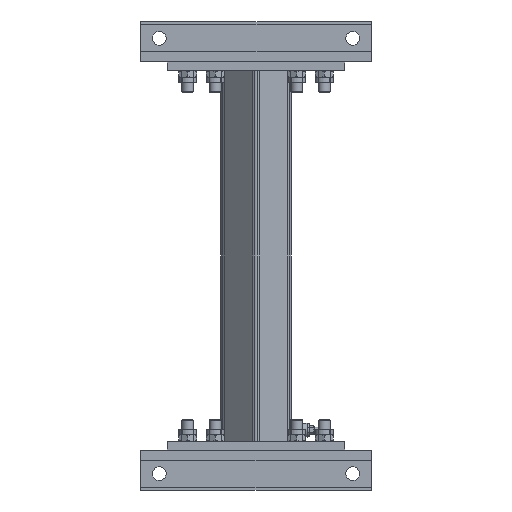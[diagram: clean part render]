
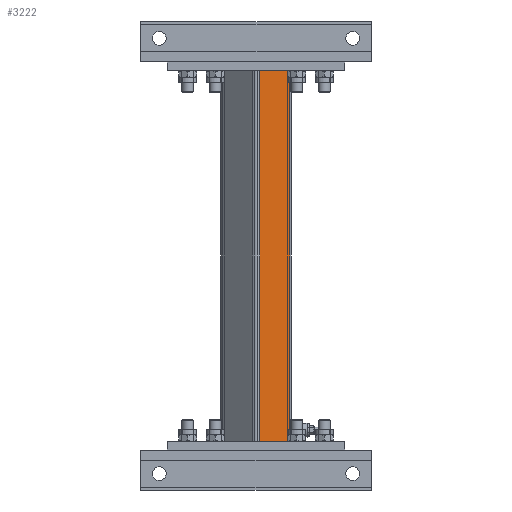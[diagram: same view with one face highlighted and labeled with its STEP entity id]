
A CAD part, left-side view. The second image highlights one B-rep face of the part: STEP entity #3222.
In plain terms, the highlighted face is planar.
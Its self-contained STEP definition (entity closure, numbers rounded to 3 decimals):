
#3222=ADVANCED_FACE('',(#5818),#5819,.T.);
#5818=FACE_OUTER_BOUND('',#8206,.T.);
#5819=PLANE('',#8207);
#8206=EDGE_LOOP('',(#12831,#12832,#12833,#12834));
#8207=AXIS2_PLACEMENT_3D('',#12835,#12836,#12837);
#12831=ORIENTED_EDGE('',*,*,#15533,.T.);
#12832=ORIENTED_EDGE('',*,*,#14795,.F.);
#12833=ORIENTED_EDGE('',*,*,#15467,.T.);
#12834=ORIENTED_EDGE('',*,*,#14684,.T.);
#12835=CARTESIAN_POINT('',(0.,60.,0.));
#12836=DIRECTION('',(0.,1.,0.));
#12837=DIRECTION('',(-1.,0.,0.));
#14684=EDGE_CURVE('',#17208,#17206,#17209,.T.);
#14795=EDGE_CURVE('',#17373,#17371,#17375,.T.);
#15467=EDGE_CURVE('',#17373,#17208,#18238,.T.);
#15533=EDGE_CURVE('',#17206,#17371,#18313,.T.);
#17206=VERTEX_POINT('',#22317);
#17208=VERTEX_POINT('',#22319);
#17209=LINE('',#22320,#22321);
#17371=VERTEX_POINT('',#22793);
#17373=VERTEX_POINT('',#22795);
#17375=LINE('',#22797,#22798);
#18238=LINE('',#24877,#24878);
#18313=LINE('',#25022,#25023);
#22317=CARTESIAN_POINT('',(-48.,60.,835.));
#22319=CARTESIAN_POINT('',(-48.,60.,0.));
#22320=CARTESIAN_POINT('',(-48.,60.,0.));
#22321=VECTOR('',#26260,1.);
#22793=CARTESIAN_POINT('',(48.,60.,835.));
#22795=CARTESIAN_POINT('',(48.,60.,0.));
#22797=CARTESIAN_POINT('',(48.,60.,0.));
#22798=VECTOR('',#26352,1.);
#24877=CARTESIAN_POINT('',(48.,60.,0.));
#24878=VECTOR('',#26992,1.);
#25022=CARTESIAN_POINT('',(48.,60.,835.));
#25023=VECTOR('',#27038,1.);
#26260=DIRECTION('',(0.,0.,1.));
#26352=DIRECTION('',(0.,0.,1.));
#26992=DIRECTION('',(-1.,0.,0.));
#27038=DIRECTION('',(1.,0.,0.));
